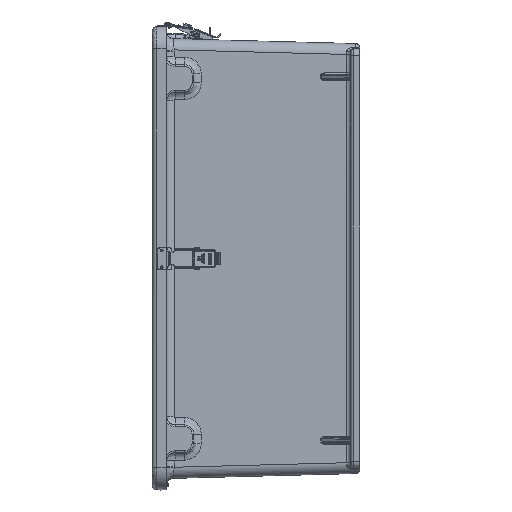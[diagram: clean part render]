
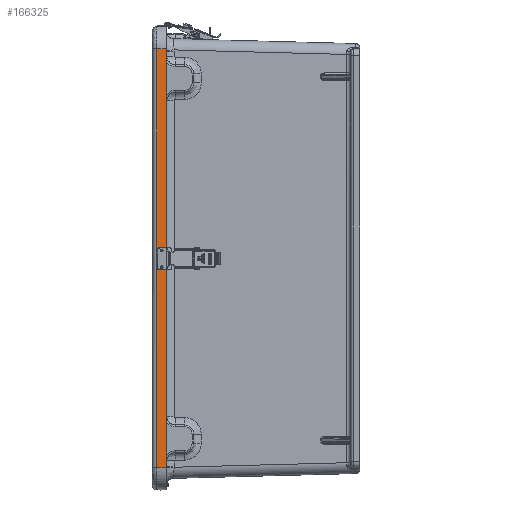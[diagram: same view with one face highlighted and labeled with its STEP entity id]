
A CAD part, left-side view. The second image highlights one B-rep face of the part: STEP entity #166325.
In plain terms, the highlighted planar face has unit normal (-1, 0.026, 0).
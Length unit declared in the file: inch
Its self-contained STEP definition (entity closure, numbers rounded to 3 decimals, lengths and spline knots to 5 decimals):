
#552 = ORIENTED_EDGE ( 'NONE', *, *, #120918, .F. ) ;
#2268 = CARTESIAN_POINT ( 'NONE',  ( -12.93242, 6.03129, -13.01823 ) ) ;
#2927 = CARTESIAN_POINT ( 'NONE',  ( -12.94831, 5.42456, 0.61577 ) ) ;
#6029 = DIRECTION ( 'NONE',  ( 0., 0., 1. ) ) ;
#9494 = CARTESIAN_POINT ( 'NONE',  ( -12.95336, 5.23156, -13.01823 ) ) ;
#11033 = VERTEX_POINT ( 'NONE', #163068 ) ;
#11952 = VERTEX_POINT ( 'NONE', #65160 ) ;
#21939 = EDGE_LOOP ( 'NONE', ( #191462, #67590, #552, #24010 ) ) ;
#24010 = ORIENTED_EDGE ( 'NONE', *, *, #62100, .F. ) ;
#31814 = CARTESIAN_POINT ( 'NONE',  ( -12.93879, 5.7881, 11.83863 ) ) ;
#32337 = DIRECTION ( 'NONE',  ( 0.026, 1., 0. ) ) ;
#34070 = CARTESIAN_POINT ( 'NONE',  ( -12.94831, 5.42456, -0.46073 ) ) ;
#37622 = VECTOR ( 'NONE', #140658, 39.37008 ) ;
#39330 = EDGE_LOOP ( 'NONE', ( #188309 ) ) ;
#44499 = DIRECTION ( 'NONE',  ( 0.026, 0.999, 0.026 ) ) ;
#46590 = CARTESIAN_POINT ( 'NONE',  ( -12.94467, 5.56356, 0.61577 ) ) ;
#54206 = AXIS2_PLACEMENT_3D ( 'NONE', #2268, #120733, #32337 ) ;
#54383 = VERTEX_POINT ( 'NONE', #66104 ) ;
#54441 = EDGE_LOOP ( 'NONE', ( #123912 ) ) ;
#61181 = CARTESIAN_POINT ( 'NONE',  ( -12.94831, 5.42456, 0.47677 ) ) ;
#62100 = EDGE_CURVE ( 'NONE', #11952, #11033, #161045, .T. ) ;
#62119 = CARTESIAN_POINT ( 'NONE',  ( -12.94831, 5.42456, 0.33777 ) ) ;
#64170 = CARTESIAN_POINT ( 'NONE',  ( -12.94467, 5.56356, -0.59973 ) ) ;
#64484 = EDGE_CURVE ( 'NONE', #54383, #54383, #158879, .T. ) ;
#65160 = CARTESIAN_POINT ( 'NONE',  ( -12.95336, 5.23156, -11.76865 ) ) ;
#66088 = CARTESIAN_POINT ( 'NONE',  ( -12.94831, 5.42456, -0.46073 ) ) ;
#66104 = CARTESIAN_POINT ( 'NONE',  ( -12.94831, 5.42456, 0.47677 ) ) ;
#67590 = ORIENTED_EDGE ( 'NONE', *, *, #112499, .T. ) ;
#68852 = CARTESIAN_POINT ( 'NONE',  ( -12.93879, 5.7881, -6.48798 ) ) ;
#79756 = CARTESIAN_POINT ( 'NONE',  ( -12.94831, 5.42456, -0.59973 ) ) ;
#85397 = CARTESIAN_POINT ( 'NONE',  ( -12.92435, 6.33932, -11.73965 ) ) ;
#86502 = CARTESIAN_POINT ( 'NONE',  ( -12.94831, 5.42456, -0.46073 ) ) ;
#99250 = VERTEX_POINT ( 'NONE', #31814 ) ;
#99879 = CARTESIAN_POINT ( 'NONE',  ( -12.95336, 5.23156, 11.8532 ) ) ;
#101799 = LINE ( 'NONE', #99879, #125901 ) ;
#105256 = FACE_BOUND ( 'NONE', #39330, .T. ) ;
#112499 = EDGE_CURVE ( 'NONE', #154487, #99250, #101799, .T. ) ;
#116080 = CARTESIAN_POINT ( 'NONE',  ( -12.95336, 5.23156, 11.8532 ) ) ;
#118485 = VERTEX_POINT ( 'NONE', #86502 ) ;
#120435 = CARTESIAN_POINT ( 'NONE',  ( -12.94467, 5.56356, 0.33777 ) ) ;
#120733 = DIRECTION ( 'NONE',  ( -1., 0.026, 0. ) ) ;
#120918 = EDGE_CURVE ( 'NONE', #11033, #99250, #127137, .T. ) ;
#121691 = FACE_BOUND ( 'NONE', #54441, .T. ) ;
#123912 = ORIENTED_EDGE ( 'NONE', *, *, #64484, .T. ) ;
#124372 = CARTESIAN_POINT ( 'NONE',  ( -12.94831, 5.42456, -0.32173 ) ) ;
#125901 = VECTOR ( 'NONE', #144501, 39.37008 ) ;
#127137 = LINE ( 'NONE', #68852, #176880 ) ;
#135319 = PLANE ( 'NONE',  #54206 ) ;
#136655 = VECTOR ( 'NONE', #44499, 39.37008 ) ;
#137070 = CARTESIAN_POINT ( 'NONE',  ( -12.94467, 5.56356, -0.32173 ) ) ;
#137891 = CARTESIAN_POINT ( 'NONE',  ( -12.94831, 5.42456, 0.47677 ) ) ;
#140658 = DIRECTION ( 'NONE',  ( 0., 0., 1. ) ) ;
#144501 = DIRECTION ( 'NONE',  ( 0.026, 0.999, -0.026 ) ) ;
#150311 =( BOUNDED_CURVE ( )  B_SPLINE_CURVE ( 3, ( #34070, #79756, #64170, #180740, #137070, #124372, #66088 ),
 .UNSPECIFIED., .T., .F. ) 
 B_SPLINE_CURVE_WITH_KNOTS ( ( 4, 3, 4 ),
 ( 0., 3.14159, 6.28319 ),
 .UNSPECIFIED. ) 
 CURVE ( )  GEOMETRIC_REPRESENTATION_ITEM ( )  RATIONAL_B_SPLINE_CURVE ( ( 1., 0.333, 0.333, 1., 0.333, 0.333, 1. ) ) 
 REPRESENTATION_ITEM ( '' )  );
#152433 = CARTESIAN_POINT ( 'NONE',  ( -12.94467, 5.56356, 0.47677 ) ) ;
#154487 = VERTEX_POINT ( 'NONE', #116080 ) ;
#155172 = LINE ( 'NONE', #9494, #37622 ) ;
#158879 =( BOUNDED_CURVE ( )  B_SPLINE_CURVE ( 3, ( #61181, #62119, #120435, #152433, #46590, #2927, #137891 ),
 .UNSPECIFIED., .T., .T. ) 
 B_SPLINE_CURVE_WITH_KNOTS ( ( 4, 3, 4 ),
 ( 0., 3.14159, 6.28319 ),
 .UNSPECIFIED. ) 
 CURVE ( )  GEOMETRIC_REPRESENTATION_ITEM ( )  RATIONAL_B_SPLINE_CURVE ( ( 1., 0.333, 0.333, 1., 0.333, 0.333, 1. ) ) 
 REPRESENTATION_ITEM ( '' )  );
#161045 = LINE ( 'NONE', #85397, #136655 ) ;
#163068 = CARTESIAN_POINT ( 'NONE',  ( -12.93879, 5.7881, -11.75408 ) ) ;
#164407 = FACE_OUTER_BOUND ( 'NONE', #21939, .T. ) ;
#166325 = ADVANCED_FACE ( 'NONE', ( #105256, #121691, #164407 ), #135319, .T. ) ;
#171794 = EDGE_CURVE ( 'NONE', #118485, #118485, #150311, .T. ) ;
#176880 = VECTOR ( 'NONE', #6029, 39.37008 ) ;
#180740 = CARTESIAN_POINT ( 'NONE',  ( -12.94467, 5.56356, -0.46073 ) ) ;
#184346 = EDGE_CURVE ( 'NONE', #11952, #154487, #155172, .T. ) ;
#188309 = ORIENTED_EDGE ( 'NONE', *, *, #171794, .T. ) ;
#191462 = ORIENTED_EDGE ( 'NONE', *, *, #184346, .T. ) ;
